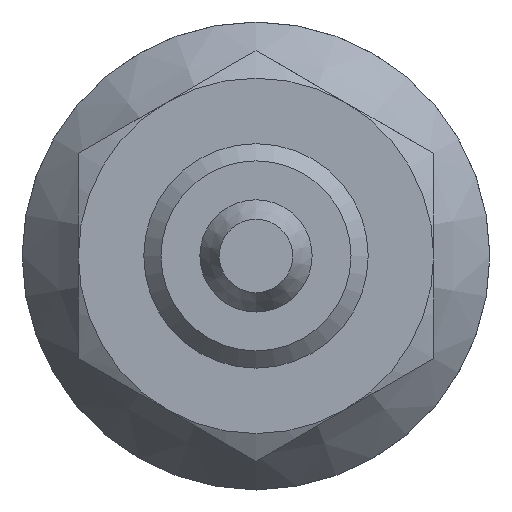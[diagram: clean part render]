
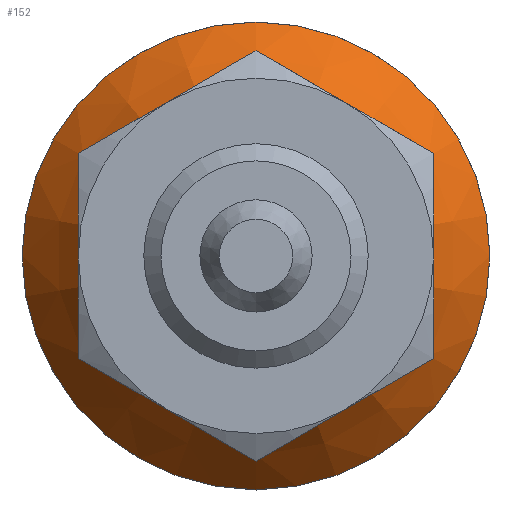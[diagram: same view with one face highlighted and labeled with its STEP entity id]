
A CAD part, front view. The second image highlights one B-rep face of the part: STEP entity #152.
In plain terms, the highlighted conical face has half-angle 37.4 degrees and reference radius 12.5 mm.
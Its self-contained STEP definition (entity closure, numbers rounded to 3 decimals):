
#152 = ADVANCED_FACE( '', ( #319, #320 ), #321, .T. );
#319 = FACE_BOUND( '', #488, .T. );
#320 = FACE_OUTER_BOUND( '', #489, .T. );
#321 = CONICAL_SURFACE( '', #490, 12.5, 0.653 );
#488 = EDGE_LOOP( '', ( #825 ) );
#489 = EDGE_LOOP( '', ( #826 ) );
#490 = AXIS2_PLACEMENT_3D( '', #827, #828, #829 );
#825 = ORIENTED_EDGE( '', *, *, #1013, .F. );
#826 = ORIENTED_EDGE( '', *, *, #940, .T. );
#827 = CARTESIAN_POINT( '', ( 0., 15.894, 0. ) );
#828 = DIRECTION( '', ( 0., 1., 0. ) );
#829 = DIRECTION( '', ( 0., 0., 1. ) );
#940 = EDGE_CURVE( '', #1112, #1112, #1113, .T. );
#1013 = EDGE_CURVE( '', #1204, #1204, #1205, .T. );
#1112 = VERTEX_POINT( '', #1421 );
#1113 = CIRCLE( '', #1422, 12.5 );
#1204 = VERTEX_POINT( '', #1626 );
#1205 = CIRCLE( '', #1627, 7. );
#1421 = CARTESIAN_POINT( '', ( 0., 15.894, -12.5 ) );
#1422 = AXIS2_PLACEMENT_3D( '', #1689, #1690, #1691 );
#1626 = CARTESIAN_POINT( '', ( 0., 8.7, -7. ) );
#1627 = AXIS2_PLACEMENT_3D( '', #1749, #1750, #1751 );
#1689 = CARTESIAN_POINT( '', ( 0., 15.894, 0. ) );
#1690 = DIRECTION( '', ( 0., -1., 0. ) );
#1691 = DIRECTION( '', ( 0., 0., -1. ) );
#1749 = CARTESIAN_POINT( '', ( 0., 8.7, 0. ) );
#1750 = DIRECTION( '', ( 0., -1., 0. ) );
#1751 = DIRECTION( '', ( 0., 0., -1. ) );
